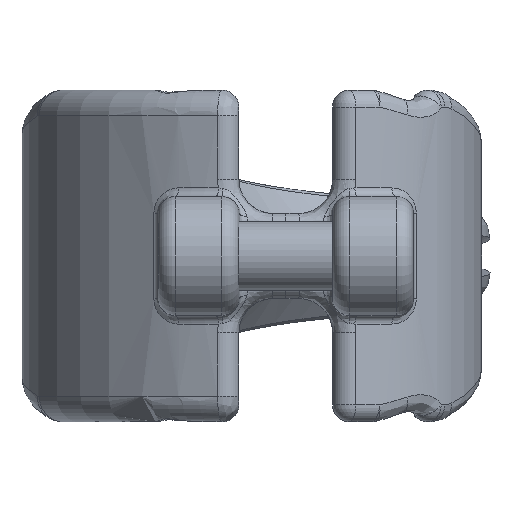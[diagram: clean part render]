
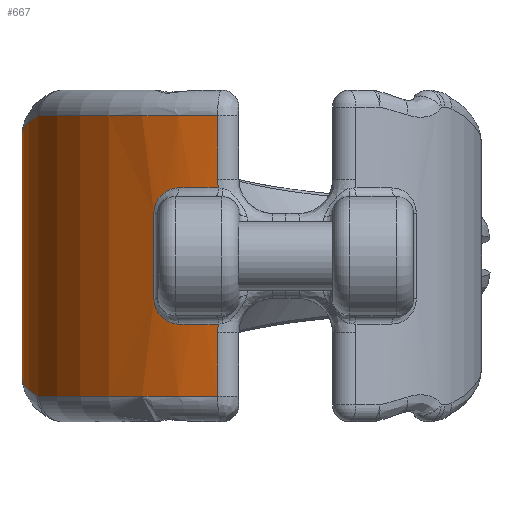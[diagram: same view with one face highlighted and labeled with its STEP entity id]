
A CAD part, front view. The second image highlights one B-rep face of the part: STEP entity #667.
In plain terms, the highlighted cylindrical face has radius 31 mm (diameter 62 mm), a partial arc.
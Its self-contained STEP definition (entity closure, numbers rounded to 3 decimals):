
#311=CYLINDRICAL_SURFACE('',#8000,31.);
#416=CIRCLE('',#7994,31.);
#417=CIRCLE('',#7995,31.);
#418=CIRCLE('',#7998,31.);
#419=CIRCLE('',#7999,31.);
#667=ADVANCED_FACE('',(#1270),#311,.T.);
#1270=FACE_OUTER_BOUND('',#1887,.T.);
#1739=ELLIPSE('',#7996,31.613,31.);
#1740=ELLIPSE('',#7997,31.613,31.);
#1887=EDGE_LOOP('',(#3406,#3407,#3408,#3409,#3410,#3411,#3412,#3413,#3414,
#3415,#3416,#3417,#3418,#3419,#3420,#3421));
#2448=LINE('',#10999,#2837);
#2449=LINE('',#11025,#2838);
#2450=LINE('',#11036,#2839);
#2451=LINE('',#11047,#2840);
#2837=VECTOR('',#8730,1.);
#2838=VECTOR('',#8733,1.);
#2839=VECTOR('',#8738,1.);
#2840=VECTOR('',#8743,1.);
#3406=ORIENTED_EDGE('',*,*,#6465,.F.);
#3407=ORIENTED_EDGE('',*,*,#6466,.F.);
#3408=ORIENTED_EDGE('',*,*,#6467,.T.);
#3409=ORIENTED_EDGE('',*,*,#6468,.T.);
#3410=ORIENTED_EDGE('',*,*,#6469,.T.);
#3411=ORIENTED_EDGE('',*,*,#6470,.T.);
#3412=ORIENTED_EDGE('',*,*,#6471,.T.);
#3413=ORIENTED_EDGE('',*,*,#6472,.T.);
#3414=ORIENTED_EDGE('',*,*,#6473,.T.);
#3415=ORIENTED_EDGE('',*,*,#6474,.F.);
#3416=ORIENTED_EDGE('',*,*,#6475,.F.);
#3417=ORIENTED_EDGE('',*,*,#6476,.F.);
#3418=ORIENTED_EDGE('',*,*,#6477,.F.);
#3419=ORIENTED_EDGE('',*,*,#6478,.F.);
#3420=ORIENTED_EDGE('',*,*,#6479,.F.);
#3421=ORIENTED_EDGE('',*,*,#6480,.F.);
#5748=VERTEX_POINT('',#10997);
#5749=VERTEX_POINT('',#10998);
#5750=VERTEX_POINT('',#11000);
#5751=VERTEX_POINT('',#11017);
#5752=VERTEX_POINT('',#11019);
#5753=VERTEX_POINT('',#11024);
#5754=VERTEX_POINT('',#11026);
#5755=VERTEX_POINT('',#11028);
#5756=VERTEX_POINT('',#11033);
#5757=VERTEX_POINT('',#11035);
#5758=VERTEX_POINT('',#11037);
#5759=VERTEX_POINT('',#11039);
#5760=VERTEX_POINT('',#11044);
#5761=VERTEX_POINT('',#11046);
#5762=VERTEX_POINT('',#11048);
#5763=VERTEX_POINT('',#11053);
#6465=EDGE_CURVE('',#5748,#5749,#7539,.T.);
#6466=EDGE_CURVE('',#5750,#5748,#2448,.T.);
#6467=EDGE_CURVE('',#5750,#5751,#7540,.T.);
#6468=EDGE_CURVE('',#5751,#5752,#416,.T.);
#6469=EDGE_CURVE('',#5752,#5753,#7541,.T.);
#6470=EDGE_CURVE('',#5753,#5754,#2449,.T.);
#6471=EDGE_CURVE('',#5754,#5755,#417,.T.);
#6472=EDGE_CURVE('',#5755,#5756,#7542,.T.);
#6473=EDGE_CURVE('',#5756,#5757,#1739,.T.);
#6474=EDGE_CURVE('',#5758,#5757,#2450,.T.);
#6475=EDGE_CURVE('',#5759,#5758,#1740,.T.);
#6476=EDGE_CURVE('',#5760,#5759,#7543,.T.);
#6477=EDGE_CURVE('',#5761,#5760,#418,.T.);
#6478=EDGE_CURVE('',#5762,#5761,#2451,.T.);
#6479=EDGE_CURVE('',#5763,#5762,#7544,.T.);
#6480=EDGE_CURVE('',#5749,#5763,#419,.T.);
#7539=B_SPLINE_CURVE_WITH_KNOTS('',3,(#10981,#10982,#10983,#10984,#10985,
#10986,#10987,#10988,#10989,#10990,#10991,#10992,#10993,#10994,#10995,#10996),
.UNSPECIFIED.,.F.,.F.,(4,3,3,3,3,4),(0.,0.062,0.277,
0.516,0.759,1.),.UNSPECIFIED.);
#7540=B_SPLINE_CURVE_WITH_KNOTS('',3,(#11001,#11002,#11003,#11004,#11005,
#11006,#11007,#11008,#11009,#11010,#11011,#11012,#11013,#11014,#11015,#11016),
.UNSPECIFIED.,.F.,.F.,(4,3,3,3,3,4),(0.,0.062,0.277,
0.516,0.759,1.),.UNSPECIFIED.);
#7541=B_SPLINE_CURVE_WITH_KNOTS('',3,(#11020,#11021,#11022,#11023),.UNSPECIFIED.,
.F.,.F.,(4,4),(0.,1.),.UNSPECIFIED.);
#7542=B_SPLINE_CURVE_WITH_KNOTS('',3,(#11029,#11030,#11031,#11032),.UNSPECIFIED.,
.F.,.F.,(4,4),(0.,1.),.UNSPECIFIED.);
#7543=B_SPLINE_CURVE_WITH_KNOTS('',3,(#11040,#11041,#11042,#11043),.UNSPECIFIED.,
.F.,.F.,(4,4),(0.,1.),.UNSPECIFIED.);
#7544=B_SPLINE_CURVE_WITH_KNOTS('',3,(#11049,#11050,#11051,#11052),.UNSPECIFIED.,
.F.,.F.,(4,4),(0.,1.),.UNSPECIFIED.);
#7994=AXIS2_PLACEMENT_3D('',#11018,#8731,#8732);
#7995=AXIS2_PLACEMENT_3D('',#11027,#8734,#8735);
#7996=AXIS2_PLACEMENT_3D('',#11034,#8736,#8737);
#7997=AXIS2_PLACEMENT_3D('',#11038,#8739,#8740);
#7998=AXIS2_PLACEMENT_3D('',#11045,#8741,#8742);
#7999=AXIS2_PLACEMENT_3D('',#11054,#8744,#8745);
#8000=AXIS2_PLACEMENT_3D('',#11055,#8746,#8747);
#8730=DIRECTION('',(0.,0.,-1.));
#8731=DIRECTION('',(0.,0.,1.));
#8732=DIRECTION('',(1.,0.,0.));
#8733=DIRECTION('',(0.,0.,1.));
#8734=DIRECTION('',(0.,0.,-1.));
#8735=DIRECTION('',(0.,-1.,0.));
#8736=DIRECTION('',(0.,-0.196,-0.981));
#8737=DIRECTION('',(0.,0.981,-0.196));
#8738=DIRECTION('',(0.,0.,1.));
#8739=DIRECTION('',(0.,0.196,-0.981));
#8740=DIRECTION('',(0.,0.981,0.196));
#8741=DIRECTION('',(0.,0.,-1.));
#8742=DIRECTION('',(0.,-1.,0.));
#8743=DIRECTION('',(0.,0.,-1.));
#8744=DIRECTION('',(0.,0.,1.));
#8745=DIRECTION('',(1.,0.,0.));
#8746=DIRECTION('',(0.,0.,1.));
#8747=DIRECTION('',(-1.,0.,0.));
#10981=CARTESIAN_POINT('',(-15.5,-15.847,-5.));
#10982=CARTESIAN_POINT('',(-15.5,-15.847,-5.103));
#10983=CARTESIAN_POINT('',(-15.495,-15.85,-5.207));
#10984=CARTESIAN_POINT('',(-15.485,-15.856,-5.309));
#10985=CARTESIAN_POINT('',(-15.45,-15.876,-5.655));
#10986=CARTESIAN_POINT('',(-15.354,-15.931,-5.999));
#10987=CARTESIAN_POINT('',(-15.21,-16.012,-6.306));
#10988=CARTESIAN_POINT('',(-15.05,-16.103,-6.649));
#10989=CARTESIAN_POINT('',(-14.824,-16.227,-6.959));
#10990=CARTESIAN_POINT('',(-14.561,-16.367,-7.208));
#10991=CARTESIAN_POINT('',(-14.293,-16.51,-7.462));
#10992=CARTESIAN_POINT('',(-13.978,-16.672,-7.663));
#10993=CARTESIAN_POINT('',(-13.644,-16.836,-7.797));
#10994=CARTESIAN_POINT('',(-13.313,-16.998,-7.93));
#10995=CARTESIAN_POINT('',(-12.952,-17.167,-8.));
#10996=CARTESIAN_POINT('',(-12.594,-17.327,-8.));
#10997=CARTESIAN_POINT('',(-15.5,-15.847,-5.));
#10998=CARTESIAN_POINT('',(-12.594,-17.327,-8.));
#10999=CARTESIAN_POINT('',(-15.5,-15.847,-25.));
#11000=CARTESIAN_POINT('',(-15.5,-15.847,5.));
#11001=CARTESIAN_POINT('',(-15.5,-15.847,5.));
#11002=CARTESIAN_POINT('',(-15.5,-15.847,5.103));
#11003=CARTESIAN_POINT('',(-15.495,-15.85,5.207));
#11004=CARTESIAN_POINT('',(-15.485,-15.856,5.309));
#11005=CARTESIAN_POINT('',(-15.45,-15.876,5.655));
#11006=CARTESIAN_POINT('',(-15.354,-15.931,5.999));
#11007=CARTESIAN_POINT('',(-15.21,-16.012,6.306));
#11008=CARTESIAN_POINT('',(-15.05,-16.103,6.649));
#11009=CARTESIAN_POINT('',(-14.824,-16.227,6.959));
#11010=CARTESIAN_POINT('',(-14.561,-16.367,7.208));
#11011=CARTESIAN_POINT('',(-14.293,-16.51,7.462));
#11012=CARTESIAN_POINT('',(-13.978,-16.672,7.663));
#11013=CARTESIAN_POINT('',(-13.644,-16.836,7.797));
#11014=CARTESIAN_POINT('',(-13.313,-16.998,7.93));
#11015=CARTESIAN_POINT('',(-12.952,-17.167,8.));
#11016=CARTESIAN_POINT('',(-12.594,-17.327,8.));
#11017=CARTESIAN_POINT('',(-12.594,-17.327,8.));
#11018=CARTESIAN_POINT('',(0.,11.,8.));
#11019=CARTESIAN_POINT('',(-7.928,-18.969,8.));
#11020=CARTESIAN_POINT('',(-7.928,-18.969,8.));
#11021=CARTESIAN_POINT('',(-7.987,-18.953,8.33));
#11022=CARTESIAN_POINT('',(-8.017,-18.945,8.663));
#11023=CARTESIAN_POINT('',(-8.017,-18.945,9.));
#11024=CARTESIAN_POINT('',(-8.017,-18.945,9.));
#11025=CARTESIAN_POINT('',(-8.017,-18.945,25.));
#11026=CARTESIAN_POINT('',(-8.017,-18.945,16.5));
#11027=CARTESIAN_POINT('',(0.,11.,16.5));
#11028=CARTESIAN_POINT('',(-28.975,-0.02,16.5));
#11029=CARTESIAN_POINT('',(-28.975,-0.02,16.5));
#11030=CARTESIAN_POINT('',(-29.036,0.139,16.5));
#11031=CARTESIAN_POINT('',(-29.095,0.3,16.484));
#11032=CARTESIAN_POINT('',(-29.152,0.458,16.453));
#11033=CARTESIAN_POINT('',(-29.152,0.458,16.453));
#11034=CARTESIAN_POINT('',(0.,11.,14.346));
#11035=CARTESIAN_POINT('',(-31.,11.,14.346));
#11036=CARTESIAN_POINT('',(-31.,11.,-25.));
#11037=CARTESIAN_POINT('',(-31.,11.,-14.346));
#11038=CARTESIAN_POINT('',(0.,11.,-14.346));
#11039=CARTESIAN_POINT('',(-29.152,0.458,-16.453));
#11040=CARTESIAN_POINT('',(-28.975,-0.02,-16.5));
#11041=CARTESIAN_POINT('',(-29.036,0.139,-16.5));
#11042=CARTESIAN_POINT('',(-29.095,0.3,-16.484));
#11043=CARTESIAN_POINT('',(-29.152,0.458,-16.453));
#11044=CARTESIAN_POINT('',(-28.975,-0.02,-16.5));
#11045=CARTESIAN_POINT('',(0.,11.,-16.5));
#11046=CARTESIAN_POINT('',(-8.017,-18.945,-16.5));
#11047=CARTESIAN_POINT('',(-8.017,-18.945,-25.));
#11048=CARTESIAN_POINT('',(-8.017,-18.945,-9.));
#11049=CARTESIAN_POINT('',(-7.928,-18.969,-8.));
#11050=CARTESIAN_POINT('',(-7.987,-18.953,-8.33));
#11051=CARTESIAN_POINT('',(-8.017,-18.945,-8.663));
#11052=CARTESIAN_POINT('',(-8.017,-18.945,-9.));
#11053=CARTESIAN_POINT('',(-7.928,-18.969,-8.));
#11054=CARTESIAN_POINT('',(0.,11.,-8.));
#11055=CARTESIAN_POINT('',(0.,11.,-25.));
